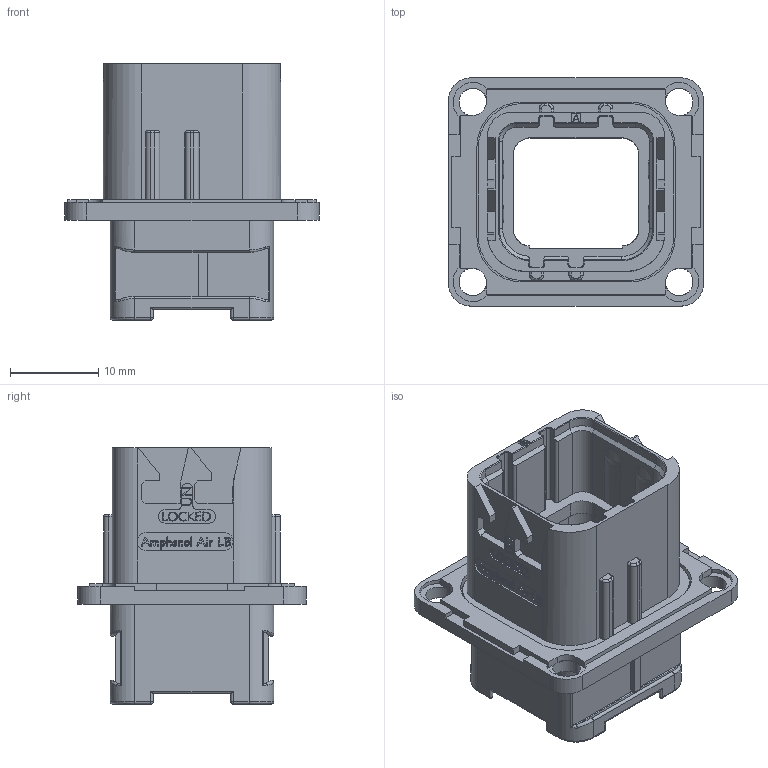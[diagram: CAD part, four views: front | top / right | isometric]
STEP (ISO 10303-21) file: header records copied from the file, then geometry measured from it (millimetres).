
FILE_DESCRIPTION((''),'2;1');
FILE_NAME('SIM2B24A020CS','2019-10-07T',('presta_be4'),(''),'PRO/ENGINEER BY PARAMETRIC TECHNOLOGY CORPORATION, 2014310','PRO/ENGINEER BY PARAMETRIC TECHNOLOGY CORPORATION, 2014310','');
FILE_SCHEMA(('CONFIG_CONTROL_DESIGN'));
Length unit declared in the file: millimetre
Products named in the file (1): SIM2B24A020CS
Bounding box: 28.8 x 25.8 x 28.97 mm (x, y, z)
Volume: 4169.6 mm3; surface area: 5217.7 mm2
Topology: 1 solids, 1 shells, 1482 faces, 4059 edges, 2639 vertices
Faces by surface type: extrusion 608, plane 585, cylinder 185, torus 44, bspline 28, sphere 24, cone 8
Entity records: 49946 total; most frequent: CARTESIAN_POINT 14864, ORIENTED_EDGE 8102, DIRECTION 5391, EDGE_CURVE 4051, VECTOR 2877, VERTEX_POINT 2639, LINE 2269, B_SPLINE_CURVE_WITH_KNOTS 1979
